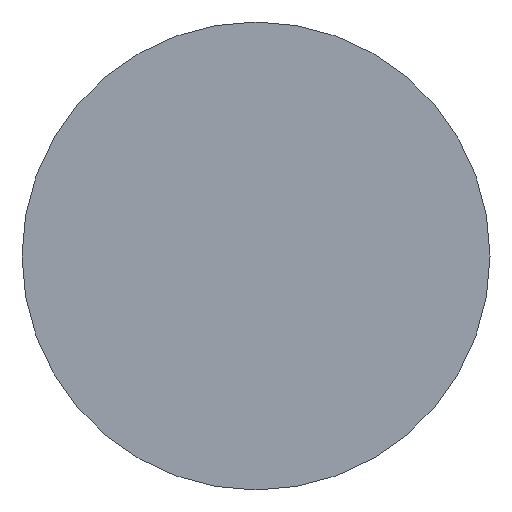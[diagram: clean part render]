
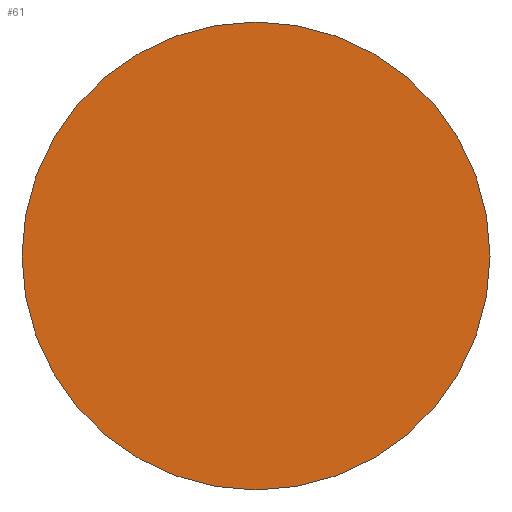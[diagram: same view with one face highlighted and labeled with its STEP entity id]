
A CAD part, left-side view. The second image highlights one B-rep face of the part: STEP entity #61.
In plain terms, the highlighted planar face has unit normal (-1, 0, 0).
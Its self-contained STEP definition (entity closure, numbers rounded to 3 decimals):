
#1 = CARTESIAN_POINT ( 'NONE',  ( 57.546, 34.689, 0. ) ) ;
#7 = CARTESIAN_POINT ( 'NONE',  ( 57.546, 34.689, 6.25 ) ) ;
#16 = ORIENTED_EDGE ( 'NONE', *, *, #105, .T. ) ;
#21 = CARTESIAN_POINT ( 'NONE',  ( 57.546, 34.689, -6.25 ) ) ;
#22 = DIRECTION ( 'NONE',  ( 0., 0., 1. ) ) ;
#31 = VERTEX_POINT ( 'NONE', #21 ) ;
#39 = CIRCLE ( 'NONE', #45, 6.25 ) ;
#45 = AXIS2_PLACEMENT_3D ( 'NONE', #158, #69, #22 ) ;
#61 = ADVANCED_FACE ( 'NONE', ( #122 ), #154, .F. ) ;
#66 = VERTEX_POINT ( 'NONE', #7 ) ;
#69 = DIRECTION ( 'NONE',  ( -1., 0., 0. ) ) ;
#89 = CIRCLE ( 'NONE', #117, 6.25 ) ;
#93 = CARTESIAN_POINT ( 'NONE',  ( 57.546, 34.689, 0. ) ) ;
#99 = DIRECTION ( 'NONE',  ( 0., 0., 1. ) ) ;
#103 = EDGE_LOOP ( 'NONE', ( #16, #175 ) ) ;
#105 = EDGE_CURVE ( 'NONE', #66, #31, #89, .T. ) ;
#117 = AXIS2_PLACEMENT_3D ( 'NONE', #1, #171, #99 ) ;
#121 = DIRECTION ( 'NONE',  ( 1., 0., 0. ) ) ;
#122 = FACE_OUTER_BOUND ( 'NONE', #103, .T. ) ;
#136 = DIRECTION ( 'NONE',  ( 0., 0., -1. ) ) ;
#145 = EDGE_CURVE ( 'NONE', #31, #66, #39, .T. ) ;
#154 = PLANE ( 'NONE',  #184 ) ;
#158 = CARTESIAN_POINT ( 'NONE',  ( 57.546, 34.689, 0. ) ) ;
#171 = DIRECTION ( 'NONE',  ( -1., 0., 0. ) ) ;
#175 = ORIENTED_EDGE ( 'NONE', *, *, #145, .T. ) ;
#184 = AXIS2_PLACEMENT_3D ( 'NONE', #93, #121, #136 ) ;
